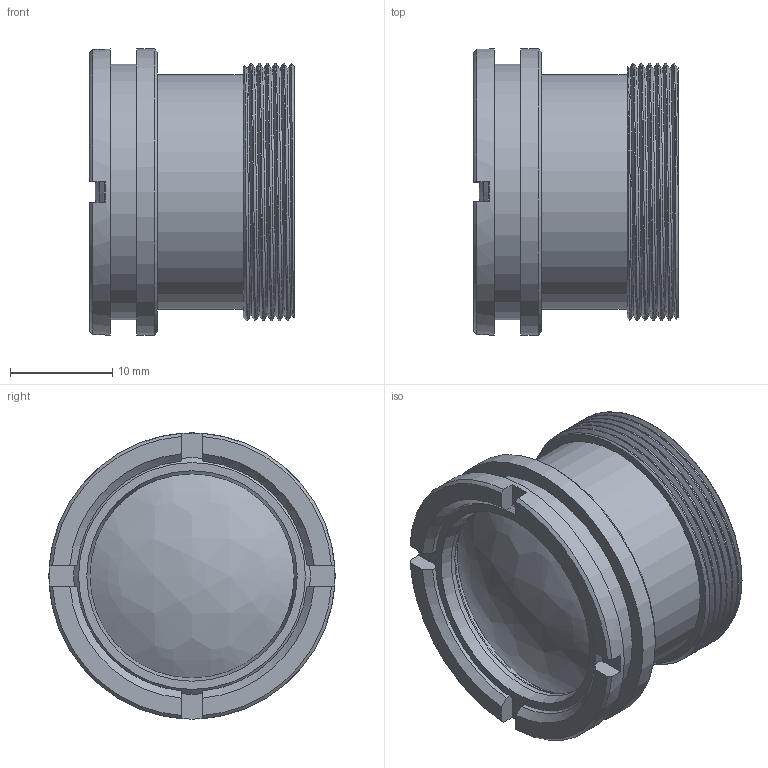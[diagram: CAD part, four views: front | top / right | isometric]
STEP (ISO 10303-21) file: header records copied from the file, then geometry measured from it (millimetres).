
FILE_DESCRIPTION (( 'STEP AP203' ), '1' );
FILE_NAME ('680208.STEP', '2022-12-28T03:36:51', ( '' ), ( '' ), 'SwSTEP 2.0', 'SolidWorks 2020', '' );
FILE_SCHEMA (( 'CONFIG_CONTROL_DESIGN' ));
Length unit declared in the file: millimetre
Products named in the file (1): 680208
Bounding box: 20 x 28 x 28 mm (x, y, z)
Surface area: 5785.5 mm2 (no closed solid volume)
Topology: 0 solids, 4 shells, 69 faces, 159 edges, 105 vertices
Faces by surface type: plane 30, cone 18, cylinder 14, bspline 7
Full cylindrical faces by diameter (mm): 17.4 x1, 18.6 x1, 20 x1, 21.4 x2, 22.6 x1, 23 x1, 23.2 x1, 23.4 x1, 25 x1, 28 x2
Entity records: 5287 total; most frequent: CARTESIAN_POINT 3804, DIRECTION 285, ORIENTED_EDGE 258, EDGE_CURVE 129, AXIS2_PLACEMENT_3D 124, EDGE_LOOP 103, VERTEX_POINT 98, FACE_OUTER_BOUND 82
